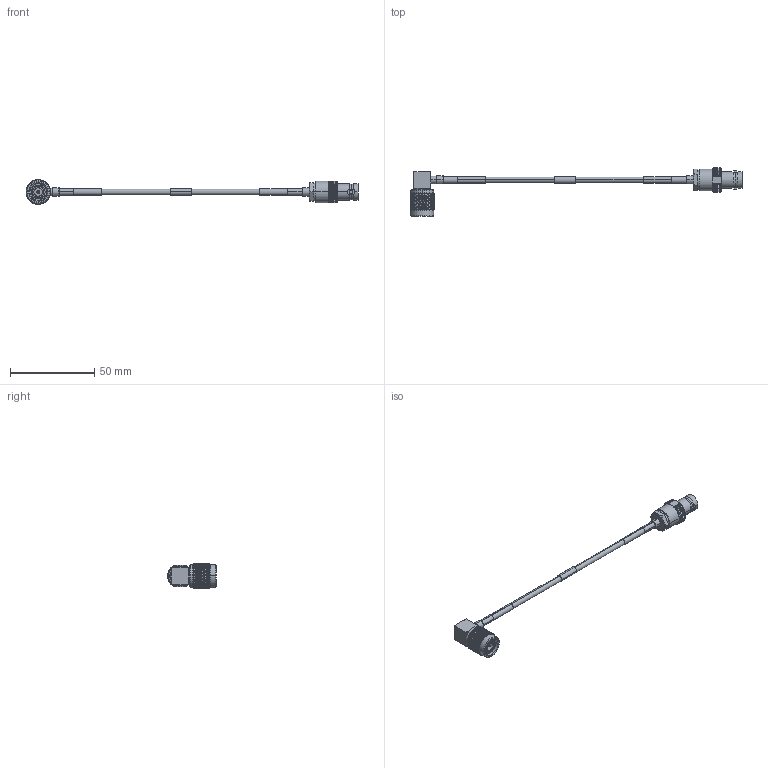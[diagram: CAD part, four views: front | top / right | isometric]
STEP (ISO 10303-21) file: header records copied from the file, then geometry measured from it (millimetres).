
FILE_DESCRIPTION (( 'STEP AP214' ), '1' );
FILE_NAME ('LCCA30527_3D.STEP', '2020-05-11T18:46:22', ( '' ), ( '' ), 'SwSTEP 2.0', 'SolidWorks 2018', '' );
FILE_SCHEMA (( 'AUTOMOTIVE_DESIGN' ));
Length unit declared in the file: inch
Products named in the file (6): LC141TBJ (141 Formable with HeatShrink); 1AW01-003_.152 ID; LCCA30527_3D; LC141TBJ-PROD; LCCN3061; LCCN3040
Assembly tree (7 placements, depth 3):
  LCCA30527_3D
    LC141TBJ-PROD
      LC141TBJ (141 Formable with HeatShrink)
      1AW01-003_.152 ID  x3
    LCCN3061
    LCCN3040
Bounding box: 197.09 x 28.73 x 14.5 mm (x, y, z)
Volume: 7105.2 mm3; surface area: 8441.8 mm2
Topology: 9 solids, 9 shells, 3049 faces, 6505 edges, 3492 vertices
Faces by surface type: bspline 2005, cylinder 666, plane 221, cone 153, torus 4
Entity records: 113526 total; most frequent: CARTESIAN_POINT 70169, ORIENTED_EDGE 12962, EDGE_CURVE 6481, DIRECTION 3661, VERTEX_POINT 3476, EDGE_LOOP 3061, ADVANCED_FACE 3037, FACE_OUTER_BOUND 3037
